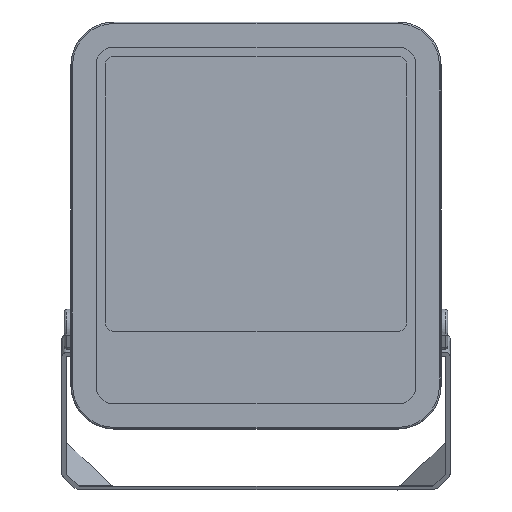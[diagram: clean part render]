
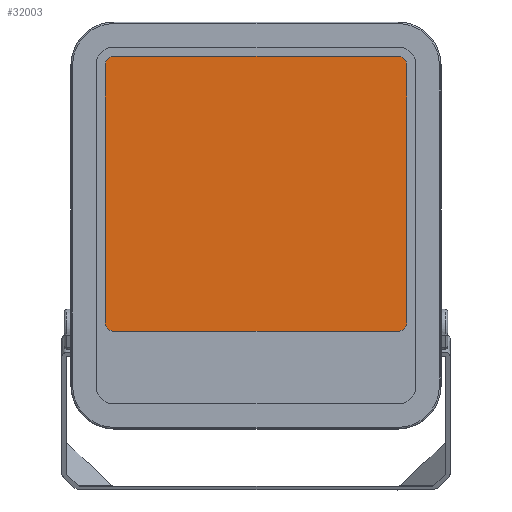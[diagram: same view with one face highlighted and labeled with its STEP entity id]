
A CAD part, top view. The second image highlights one B-rep face of the part: STEP entity #32003.
In plain terms, the highlighted face is planar.
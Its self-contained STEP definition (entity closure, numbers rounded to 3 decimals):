
#1024 = CIRCLE ( 'NONE', #32163, 6.5 ) ;
#2165 = CARTESIAN_POINT ( 'NONE',  ( 107.5, 327.972, -101.162 ) ) ;
#3099 = DIRECTION ( 'NONE',  ( 0., 0., -1. ) ) ;
#3770 = DIRECTION ( 'NONE',  ( 0., 0., -1. ) ) ;
#4001 = VERTEX_POINT ( 'NONE', #8701 ) ;
#4513 = CARTESIAN_POINT ( 'NONE',  ( -107.5, 119.972, -101.162 ) ) ;
#4766 = LINE ( 'NONE', #16863, #5457 ) ;
#5065 = EDGE_CURVE ( 'NONE', #36044, #16228, #19634, .T. ) ;
#5254 = AXIS2_PLACEMENT_3D ( 'NONE', #14618, #3099, #11658 ) ;
#5457 = VECTOR ( 'NONE', #28965, 1000. ) ;
#5812 = ORIENTED_EDGE ( 'NONE', *, *, #31001, .T. ) ;
#5963 = DIRECTION ( 'NONE',  ( -1., 0., 0. ) ) ;
#7049 = ORIENTED_EDGE ( 'NONE', *, *, #29002, .T. ) ;
#7748 = AXIS2_PLACEMENT_3D ( 'NONE', #33811, #15148, #30260 ) ;
#7831 = DIRECTION ( 'NONE',  ( 0., -1., 0. ) ) ;
#8701 = CARTESIAN_POINT ( 'NONE',  ( -114., 126.472, -101.162 ) ) ;
#8858 = VERTEX_POINT ( 'NONE', #35024 ) ;
#8970 = LINE ( 'NONE', #15299, #27341 ) ;
#9188 = EDGE_CURVE ( 'NONE', #4001, #37991, #4766, .T. ) ;
#9920 = DIRECTION ( 'NONE',  ( -1., 0., 0. ) ) ;
#11566 = CARTESIAN_POINT ( 'NONE',  ( 114., 78.472, -101.162 ) ) ;
#11658 = DIRECTION ( 'NONE',  ( -1., 0., 0. ) ) ;
#12255 = DIRECTION ( 'NONE',  ( 0., 0., -1. ) ) ;
#13439 = EDGE_CURVE ( 'NONE', #16228, #8858, #19334, .T. ) ;
#13609 = EDGE_CURVE ( 'NONE', #37344, #4001, #1024, .T. ) ;
#14468 = VERTEX_POINT ( 'NONE', #15033 ) ;
#14618 = CARTESIAN_POINT ( 'NONE',  ( 107.5, 78.472, -101.162 ) ) ;
#15033 = CARTESIAN_POINT ( 'NONE',  ( -107.5, 327.972, -101.162 ) ) ;
#15148 = DIRECTION ( 'NONE',  ( 0., 0., -1. ) ) ;
#15299 = CARTESIAN_POINT ( 'NONE',  ( 107.5, 119.972, -101.162 ) ) ;
#15771 = ORIENTED_EDGE ( 'NONE', *, *, #32480, .T. ) ;
#16228 = VERTEX_POINT ( 'NONE', #19822 ) ;
#16863 = CARTESIAN_POINT ( 'NONE',  ( -114., 78.472, -101.162 ) ) ;
#17487 = DIRECTION ( 'NONE',  ( -1., 0., 0. ) ) ;
#17522 = ORIENTED_EDGE ( 'NONE', *, *, #38374, .T. ) ;
#19334 = LINE ( 'NONE', #11566, #31467 ) ;
#19634 = CIRCLE ( 'NONE', #34884, 6.5 ) ;
#19822 = CARTESIAN_POINT ( 'NONE',  ( 114., 321.472, -101.162 ) ) ;
#19855 = LINE ( 'NONE', #2165, #19909 ) ;
#19909 = VECTOR ( 'NONE', #35168, 1000. ) ;
#20005 = PLANE ( 'NONE',  #5254 ) ;
#20265 = ORIENTED_EDGE ( 'NONE', *, *, #13439, .T. ) ;
#20285 = DIRECTION ( 'NONE',  ( 0., 0., -1. ) ) ;
#20868 = AXIS2_PLACEMENT_3D ( 'NONE', #30126, #12255, #21179 ) ;
#21179 = DIRECTION ( 'NONE',  ( -1., 0., 0. ) ) ;
#24834 = CIRCLE ( 'NONE', #7748, 6.5 ) ;
#25471 = CARTESIAN_POINT ( 'NONE',  ( 107.5, 327.972, -101.162 ) ) ;
#26337 = FACE_OUTER_BOUND ( 'NONE', #28949, .T. ) ;
#27341 = VECTOR ( 'NONE', #5963, 1000. ) ;
#28350 = CARTESIAN_POINT ( 'NONE',  ( -107.5, 126.472, -101.162 ) ) ;
#28949 = EDGE_LOOP ( 'NONE', ( #7049, #31777, #35108, #17522, #15771, #34747, #20265, #5812 ) ) ;
#28965 = DIRECTION ( 'NONE',  ( 0., 1., 0. ) ) ;
#29002 = EDGE_CURVE ( 'NONE', #38068, #37344, #8970, .T. ) ;
#30126 = CARTESIAN_POINT ( 'NONE',  ( -107.5, 321.472, -101.162 ) ) ;
#30260 = DIRECTION ( 'NONE',  ( -1., 0., 0. ) ) ;
#30593 = CARTESIAN_POINT ( 'NONE',  ( -114., 321.472, -101.162 ) ) ;
#31001 = EDGE_CURVE ( 'NONE', #8858, #38068, #24834, .T. ) ;
#31467 = VECTOR ( 'NONE', #7831, 1000. ) ;
#31777 = ORIENTED_EDGE ( 'NONE', *, *, #13609, .T. ) ;
#32003 = ADVANCED_FACE ( 'NONE', ( #26337 ), #20005, .T. ) ;
#32163 = AXIS2_PLACEMENT_3D ( 'NONE', #28350, #3770, #9920 ) ;
#32480 = EDGE_CURVE ( 'NONE', #14468, #36044, #19855, .T. ) ;
#33023 = CARTESIAN_POINT ( 'NONE',  ( 107.5, 119.972, -101.162 ) ) ;
#33811 = CARTESIAN_POINT ( 'NONE',  ( 107.5, 126.472, -101.162 ) ) ;
#34747 = ORIENTED_EDGE ( 'NONE', *, *, #5065, .T. ) ;
#34884 = AXIS2_PLACEMENT_3D ( 'NONE', #38571, #20285, #17487 ) ;
#35024 = CARTESIAN_POINT ( 'NONE',  ( 114., 126.472, -101.162 ) ) ;
#35108 = ORIENTED_EDGE ( 'NONE', *, *, #9188, .T. ) ;
#35168 = DIRECTION ( 'NONE',  ( 1., 0., 0. ) ) ;
#36044 = VERTEX_POINT ( 'NONE', #25471 ) ;
#37344 = VERTEX_POINT ( 'NONE', #4513 ) ;
#37988 = CIRCLE ( 'NONE', #20868, 6.5 ) ;
#37991 = VERTEX_POINT ( 'NONE', #30593 ) ;
#38068 = VERTEX_POINT ( 'NONE', #33023 ) ;
#38374 = EDGE_CURVE ( 'NONE', #37991, #14468, #37988, .T. ) ;
#38571 = CARTESIAN_POINT ( 'NONE',  ( 107.5, 321.472, -101.162 ) ) ;
